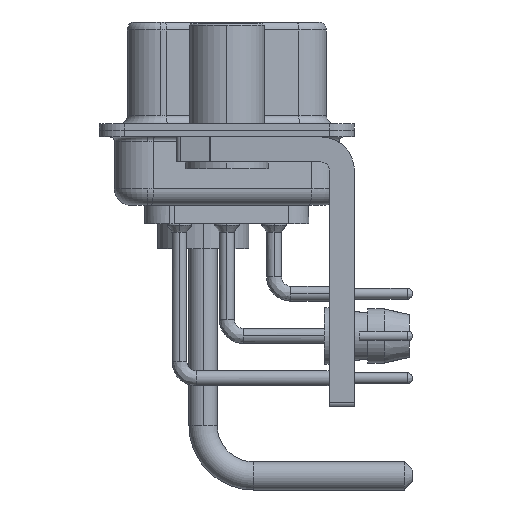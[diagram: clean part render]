
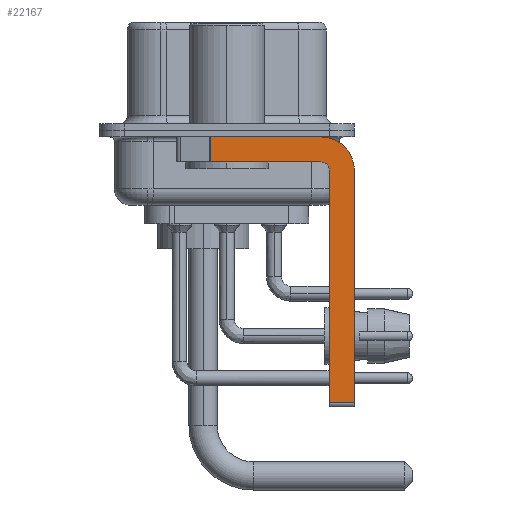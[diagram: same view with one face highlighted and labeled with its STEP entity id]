
A CAD part, left-side view. The second image highlights one B-rep face of the part: STEP entity #22167.
In plain terms, the highlighted planar face has unit normal (-1, 0, 0).
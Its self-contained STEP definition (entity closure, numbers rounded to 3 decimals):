
#566 = LINE ( 'NONE', #25468, #2259 ) ;
#965 = DIRECTION ( 'NONE',  ( 0., 0., -1. ) ) ;
#1833 = VERTEX_POINT ( 'NONE', #23537 ) ;
#2259 = VECTOR ( 'NONE', #965, 1000. ) ;
#2389 = VERTEX_POINT ( 'NONE', #12023 ) ;
#3348 = AXIS2_PLACEMENT_3D ( 'NONE', #29731, #26667, #36075 ) ;
#3736 = CARTESIAN_POINT ( 'NONE',  ( -2.9, -6.15, -2.4 ) ) ;
#4472 = EDGE_CURVE ( 'NONE', #1833, #2389, #7249, .T. ) ;
#5877 = EDGE_CURVE ( 'NONE', #30982, #12888, #34848, .T. ) ;
#6327 = ORIENTED_EDGE ( 'NONE', *, *, #32654, .F. ) ;
#6631 = CIRCLE ( 'NONE', #3348, 0.5 ) ;
#6956 = DIRECTION ( 'NONE',  ( 1., 0., 0. ) ) ;
#7249 = LINE ( 'NONE', #32373, #32841 ) ;
#7539 = VERTEX_POINT ( 'NONE', #15597 ) ;
#8325 = EDGE_CURVE ( 'NONE', #7539, #12888, #8996, .T. ) ;
#8875 = DIRECTION ( 'NONE',  ( 1., 0., 0. ) ) ;
#8996 = LINE ( 'NONE', #29817, #34356 ) ;
#9680 = VECTOR ( 'NONE', #37085, 1000. ) ;
#10004 = CARTESIAN_POINT ( 'NONE',  ( -2.9, 0.978, -1.9 ) ) ;
#10028 = FACE_OUTER_BOUND ( 'NONE', #10233, .T. ) ;
#10233 = EDGE_LOOP ( 'NONE', ( #30941, #22381, #27158, #37476, #6327, #20719, #22392, #36252 ) ) ;
#11430 = DIRECTION ( 'NONE',  ( 0., -1., 0. ) ) ;
#11524 = EDGE_CURVE ( 'NONE', #1833, #30442, #566, .T. ) ;
#12023 = CARTESIAN_POINT ( 'NONE',  ( -2.9, -5.65, -0.4 ) ) ;
#12888 = VERTEX_POINT ( 'NONE', #38203 ) ;
#14393 = DIRECTION ( 'NONE',  ( 0., 0., 1. ) ) ;
#14639 = VECTOR ( 'NONE', #20104, 1000. ) ;
#15597 = CARTESIAN_POINT ( 'NONE',  ( -2.9, -6.15, -16.35 ) ) ;
#16320 = EDGE_CURVE ( 'NONE', #2389, #30982, #38980, .T. ) ;
#19809 = CARTESIAN_POINT ( 'NONE',  ( -2.9, -5.65, -2.4 ) ) ;
#20104 = DIRECTION ( 'NONE',  ( 0., 0., -1. ) ) ;
#20309 = LINE ( 'NONE', #26647, #30865 ) ;
#20719 = ORIENTED_EDGE ( 'NONE', *, *, #8325, .T. ) ;
#20872 = VERTEX_POINT ( 'NONE', #26122 ) ;
#21364 = AXIS2_PLACEMENT_3D ( 'NONE', #36043, #8875, #33380 ) ;
#21534 = CARTESIAN_POINT ( 'NONE',  ( -2.9, -5.65, -1.9 ) ) ;
#22167 = ADVANCED_FACE ( 'NONE', ( #10028 ), #34943, .F. ) ;
#22381 = ORIENTED_EDGE ( 'NONE', *, *, #11524, .T. ) ;
#22392 = ORIENTED_EDGE ( 'NONE', *, *, #5877, .F. ) ;
#23537 = CARTESIAN_POINT ( 'NONE',  ( -2.9, 0.978, -0.4 ) ) ;
#25468 = CARTESIAN_POINT ( 'NONE',  ( -2.9, 0.978, -1.9 ) ) ;
#26122 = CARTESIAN_POINT ( 'NONE',  ( -2.9, -5.65, -1.9 ) ) ;
#26241 = EDGE_CURVE ( 'NONE', #20872, #30442, #34223, .T. ) ;
#26647 = CARTESIAN_POINT ( 'NONE',  ( -2.9, -6.15, -16.6 ) ) ;
#26667 = DIRECTION ( 'NONE',  ( -1., 0., 0. ) ) ;
#27158 = ORIENTED_EDGE ( 'NONE', *, *, #26241, .F. ) ;
#29092 = CARTESIAN_POINT ( 'NONE',  ( -2.9, -7.65, -2.4 ) ) ;
#29493 = DIRECTION ( 'NONE',  ( 0., -1., 0. ) ) ;
#29731 = CARTESIAN_POINT ( 'NONE',  ( -2.9, -5.65, -2.4 ) ) ;
#29817 = CARTESIAN_POINT ( 'NONE',  ( -2.9, -5.65, -16.35 ) ) ;
#30442 = VERTEX_POINT ( 'NONE', #10004 ) ;
#30865 = VECTOR ( 'NONE', #14393, 1000. ) ;
#30941 = ORIENTED_EDGE ( 'NONE', *, *, #4472, .F. ) ;
#30982 = VERTEX_POINT ( 'NONE', #35867 ) ;
#31058 = EDGE_CURVE ( 'NONE', #32939, #20872, #6631, .T. ) ;
#31487 = AXIS2_PLACEMENT_3D ( 'NONE', #19809, #6956, #35347 ) ;
#32373 = CARTESIAN_POINT ( 'NONE',  ( -2.9, 3., -0.4 ) ) ;
#32654 = EDGE_CURVE ( 'NONE', #7539, #32939, #20309, .T. ) ;
#32841 = VECTOR ( 'NONE', #29493, 1000. ) ;
#32939 = VERTEX_POINT ( 'NONE', #3736 ) ;
#33380 = DIRECTION ( 'NONE',  ( 0., 0., -1. ) ) ;
#34223 = LINE ( 'NONE', #21534, #9680 ) ;
#34356 = VECTOR ( 'NONE', #11430, 1000. ) ;
#34848 = LINE ( 'NONE', #29092, #14639 ) ;
#34943 = PLANE ( 'NONE',  #31487 ) ;
#35347 = DIRECTION ( 'NONE',  ( 0., 0., -1. ) ) ;
#35867 = CARTESIAN_POINT ( 'NONE',  ( -2.9, -7.65, -2.4 ) ) ;
#36043 = CARTESIAN_POINT ( 'NONE',  ( -2.9, -5.65, -2.4 ) ) ;
#36075 = DIRECTION ( 'NONE',  ( 0., 0., 1. ) ) ;
#36252 = ORIENTED_EDGE ( 'NONE', *, *, #16320, .F. ) ;
#37085 = DIRECTION ( 'NONE',  ( 0., 1., 0. ) ) ;
#37476 = ORIENTED_EDGE ( 'NONE', *, *, #31058, .F. ) ;
#38203 = CARTESIAN_POINT ( 'NONE',  ( -2.9, -7.65, -16.35 ) ) ;
#38980 = CIRCLE ( 'NONE', #21364, 2. ) ;
